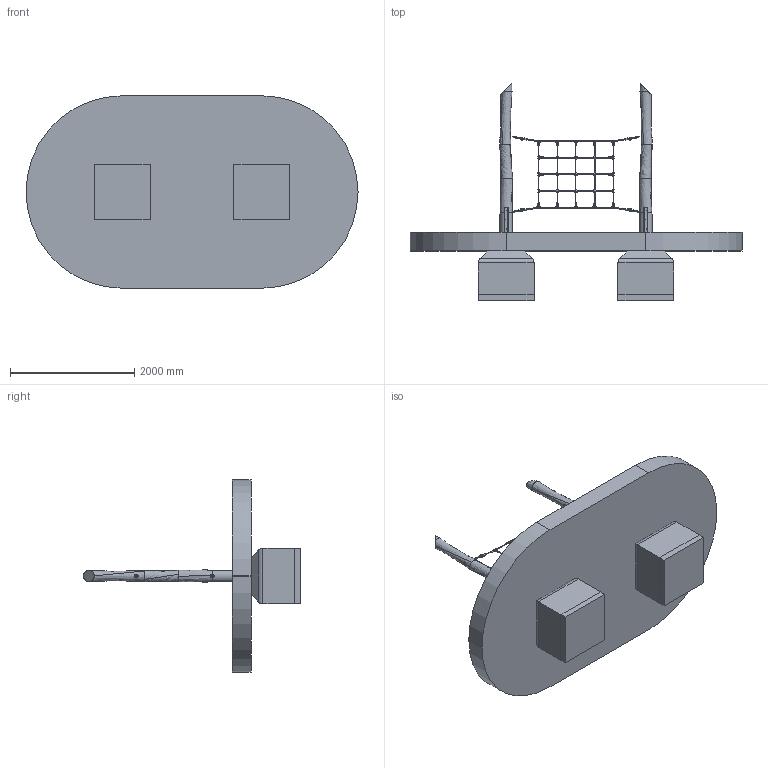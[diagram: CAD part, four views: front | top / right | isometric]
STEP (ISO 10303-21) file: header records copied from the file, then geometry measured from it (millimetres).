
FILE_DESCRIPTION (( 'STEP AP214' ), '1' );
FILE_NAME ('4591-30-2-R.STEP', '2014-07-03T06:25:17', ( '' ), ( '' ), 'SwSTEP 2.0', 'SolidWorks 2014', '' );
FILE_SCHEMA (( 'AUTOMOTIVE_DESIGN' ));
Length unit declared in the file: millimetre
Products named in the file (18): Sicherheitsbereich 4591-30-2-R; FLATCKTT 0.216-14-type I-AB-1.625-N_FLATCKTT 0.216-14-type I-AB-1.625-N; Sicherheitslache 4591-30-2-R; Robieniepfosten_4591-30-2-R; Fundamente 4591-30-2-R; 4591-30-2-R; 6er Kettenglied; 6 Glieder 6er Kette; 6er Kettenglied_1; Vordere Scheibe ; Hintere Scheibe ; Spielteil 4591-30-2-R; Knotenkugel-ohne; 70-02 - T-Stück fest; Seil blau recht und links 4591-30-2-R; 55-02-06-08 - Kettenschäkel; 457-04 - Kunststoff Kausche_Blau; Netzwerk 4591-30-2-R_Standard<Wie bearbeitet>
Assembly tree (95 placements, depth 3):
  4591-30-2-R
    Fundamente 4591-30-2-R
    Robieniepfosten_4591-30-2-R  x2
    Sicherheitslache 4591-30-2-R  x4
    FLATCKTT 0.216-14-type I-AB-1.625-N_FLATCKTT 0.216-14-type I-AB-1.625-N  x24
    Sicherheitsbereich 4591-30-2-R
    Spielteil 4591-30-2-R
      Netzwerk 4591-30-2-R_Standard<Wie bearbeitet>
      457-04 - Kunststoff Kausche_Blau  x4
      55-02-06-08 - Kettenschäkel  x4
      Seil blau recht und links 4591-30-2-R  x4
      70-02 - T-Stück fest  x16
      Knotenkugel-ohne  x9
    Hintere Scheibe   x5
    Vordere Scheibe   x5
    6 Glieder 6er Kette  x8
      6er Kettenglied_1
  6er Kettenglied
Bounding box: 5350 x 3502.71 x 3100 mm (x, y, z)
Volume: 5811491648.2 mm3; surface area: 51057672.5 mm2
Topology: 156 solids, 156 shells, 3600 faces, 8939 edges, 5281 vertices
Faces by surface type: cylinder 1216, torus 896, plane 892, cone 420, bspline 150, sphere 26
Entity records: 24141 total; most frequent: CARTESIAN_POINT 10130, DIRECTION 2521, ORIENTED_EDGE 2404, EDGE_CURVE 1202, AXIS2_PLACEMENT_3D 1025, VERTEX_POINT 742, EDGE_LOOP 540, ADVANCED_FACE 508
